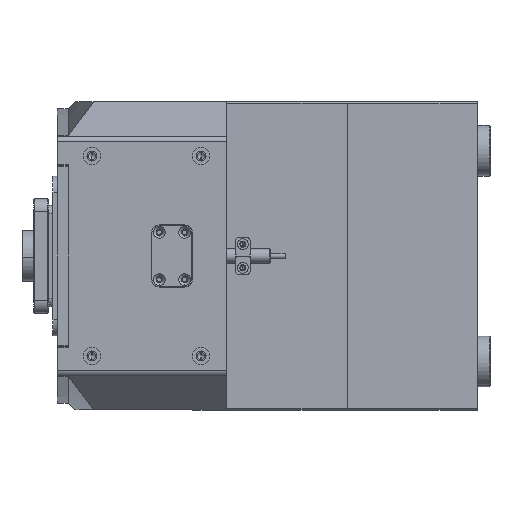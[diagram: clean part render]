
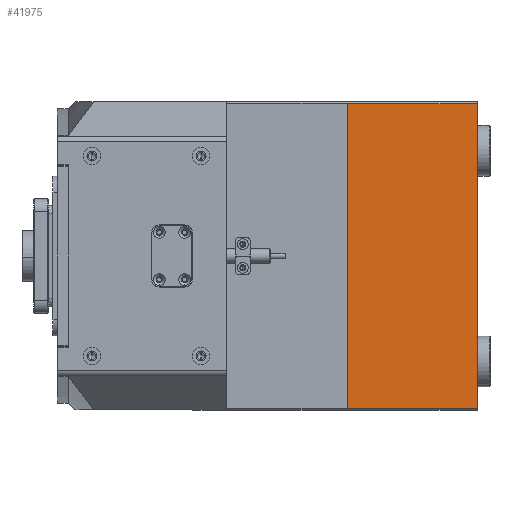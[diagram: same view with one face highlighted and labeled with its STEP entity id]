
A CAD part, left-side view. The second image highlights one B-rep face of the part: STEP entity #41975.
In plain terms, the highlighted planar face has unit normal (-1, 0, 0).
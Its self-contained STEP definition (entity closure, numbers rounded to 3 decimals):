
#1178 = VECTOR ( 'NONE', #16139, 1000. ) ;
#1940 = VERTEX_POINT ( 'NONE', #40269 ) ;
#4121 = CARTESIAN_POINT ( 'NONE',  ( -145., -83.8, -71.5 ) ) ;
#4597 = VERTEX_POINT ( 'NONE', #33223 ) ;
#6357 = ORIENTED_EDGE ( 'NONE', *, *, #24516, .T. ) ;
#8451 = DIRECTION ( 'NONE',  ( 0., 1., 0. ) ) ;
#8465 = VECTOR ( 'NONE', #42830, 1000. ) ;
#9486 = VERTEX_POINT ( 'NONE', #28111 ) ;
#9615 = EDGE_CURVE ( 'NONE', #9486, #4597, #32573, .T. ) ;
#12389 = ORIENTED_EDGE ( 'NONE', *, *, #44355, .T. ) ;
#13067 = CARTESIAN_POINT ( 'NONE',  ( -145., 84.8, -71.5 ) ) ;
#13087 = CARTESIAN_POINT ( 'NONE',  ( -145., 84.8, -71.5 ) ) ;
#13446 = EDGE_CURVE ( 'NONE', #9486, #34157, #26539, .T. ) ;
#16139 = DIRECTION ( 'NONE',  ( 0., 0., 1. ) ) ;
#17376 = PLANE ( 'NONE',  #50808 ) ;
#18751 = LINE ( 'NONE', #26265, #8465 ) ;
#20370 = LINE ( 'NONE', #41007, #47165 ) ;
#20925 = FACE_OUTER_BOUND ( 'NONE', #30386, .T. ) ;
#20989 = DIRECTION ( 'NONE',  ( 1., 0., 0. ) ) ;
#24516 = EDGE_CURVE ( 'NONE', #4597, #1940, #20370, .T. ) ;
#26265 = CARTESIAN_POINT ( 'NONE',  ( -145., 83.8, -71.5 ) ) ;
#26539 = LINE ( 'NONE', #13087, #47578 ) ;
#28111 = CARTESIAN_POINT ( 'NONE',  ( -145., -83.8, -71.5 ) ) ;
#30386 = EDGE_LOOP ( 'NONE', ( #6357, #12389, #32482, #46396 ) ) ;
#32482 = ORIENTED_EDGE ( 'NONE', *, *, #13446, .F. ) ;
#32573 = LINE ( 'NONE', #4121, #1178 ) ;
#33223 = CARTESIAN_POINT ( 'NONE',  ( -145., -83.8, 0. ) ) ;
#34157 = VERTEX_POINT ( 'NONE', #46967 ) ;
#36203 = DIRECTION ( 'NONE',  ( 0., 1., 0. ) ) ;
#37224 = DIRECTION ( 'NONE',  ( 0., 0., -1. ) ) ;
#40269 = CARTESIAN_POINT ( 'NONE',  ( -145., 83.8, 0. ) ) ;
#41007 = CARTESIAN_POINT ( 'NONE',  ( -145., 84.8, 0. ) ) ;
#41975 = ADVANCED_FACE ( 'NONE', ( #20925 ), #17376, .F. ) ;
#42830 = DIRECTION ( 'NONE',  ( 0., 0., -1. ) ) ;
#44355 = EDGE_CURVE ( 'NONE', #1940, #34157, #18751, .T. ) ;
#46396 = ORIENTED_EDGE ( 'NONE', *, *, #9615, .T. ) ;
#46967 = CARTESIAN_POINT ( 'NONE',  ( -145., 83.8, -71.5 ) ) ;
#47165 = VECTOR ( 'NONE', #36203, 1000. ) ;
#47578 = VECTOR ( 'NONE', #8451, 1000. ) ;
#50808 = AXIS2_PLACEMENT_3D ( 'NONE', #13067, #20989, #37224 ) ;
